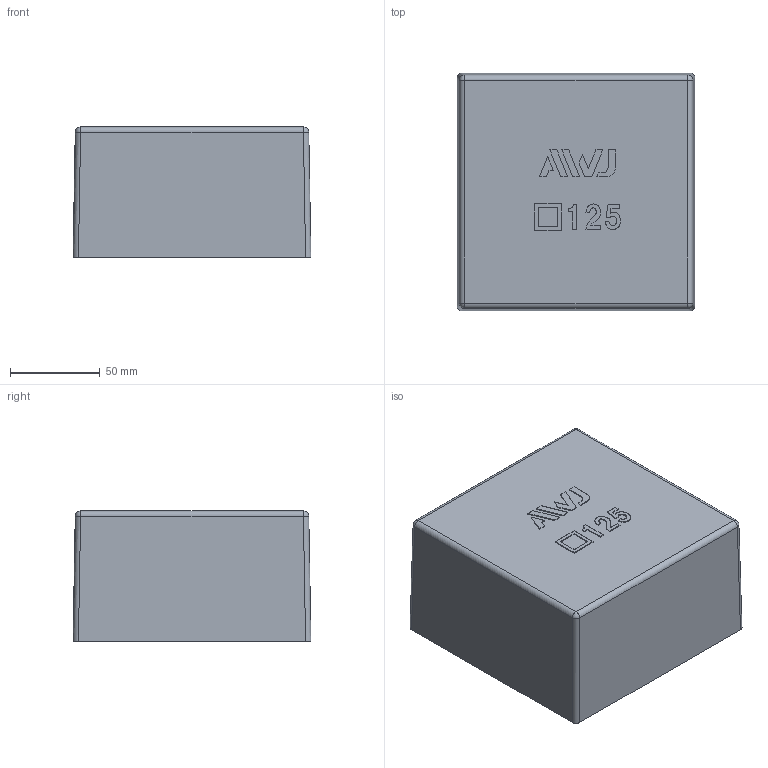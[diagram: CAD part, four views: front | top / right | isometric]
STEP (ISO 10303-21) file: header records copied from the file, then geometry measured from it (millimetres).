
FILE_DESCRIPTION( ( 'STEP AP203' ), '1' );
FILE_NAME( '125.step', '2022-07-25T04:05:02', ( ' ' ), ( ' ' ), 'XStep 1.0', ' ', ' ' );
FILE_SCHEMA( ( 'CONFIG_CONTROL_DESIGN' ) );
Length unit declared in the file: millimetre
Products named in the file (1): 1
Bounding box: 132.6 x 132.6 x 73.5 mm (x, y, z)
Volume: 178681.8 mm3; surface area: 105644.9 mm2
Topology: 1 solids, 1 shells, 92 faces, 229 edges, 146 vertices
Faces by surface type: plane 72, cylinder 10, extrusion 6, sphere 4
Entity records: 2835 total; most frequent: CARTESIAN_POINT 726, ORIENTED_EDGE 450, DIRECTION 363, EDGE_CURVE 225, VECTOR 149, VERTEX_POINT 146, LINE 143, AXIS2_PLACEMENT_3D 107
